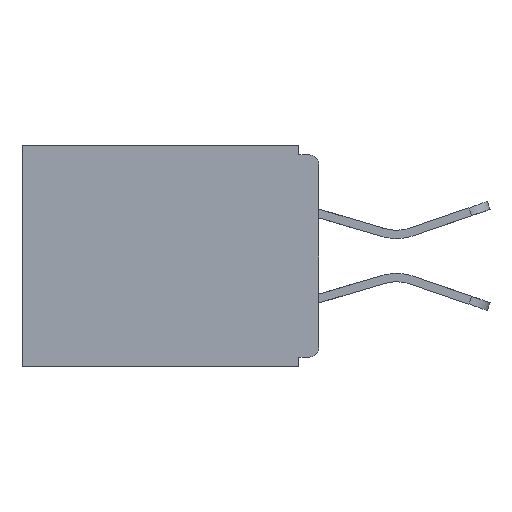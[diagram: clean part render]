
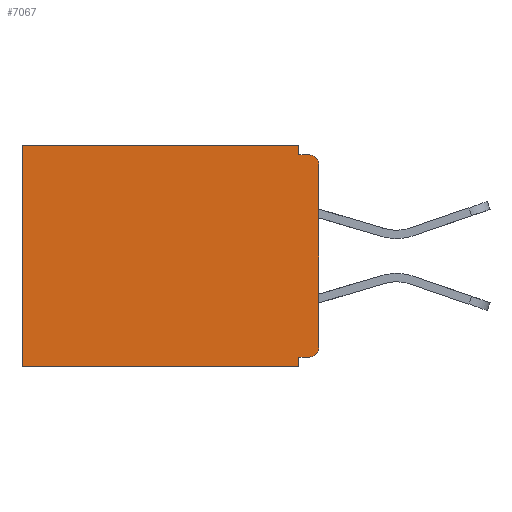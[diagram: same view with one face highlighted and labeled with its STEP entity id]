
A CAD part, left-side view. The second image highlights one B-rep face of the part: STEP entity #7067.
In plain terms, the highlighted planar face has unit normal (-1, 0, 0).
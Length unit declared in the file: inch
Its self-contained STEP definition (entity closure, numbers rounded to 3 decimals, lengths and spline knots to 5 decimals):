
#378 = CARTESIAN_POINT ( 'NONE',  ( 0.298, 0.031, -0.328 ) ) ;
#572 = ORIENTED_EDGE ( 'NONE', *, *, #5660, .T. ) ;
#1089 = EDGE_CURVE ( 'NONE', #14173, #14813, #14377, .T. ) ;
#1503 = ORIENTED_EDGE ( 'NONE', *, *, #4004, .F. ) ;
#1550 = AXIS2_PLACEMENT_3D ( 'NONE', #14952, #6662, #13608 ) ;
#1616 = DIRECTION ( 'NONE',  ( -1., 0., 0. ) ) ;
#1753 = CARTESIAN_POINT ( 'NONE',  ( 0.298, 0.031, -0.343 ) ) ;
#1773 = CARTESIAN_POINT ( 'NONE',  ( 0.298, 0.031, 0. ) ) ;
#1797 = CARTESIAN_POINT ( 'NONE',  ( 0.298, 0., -0.015 ) ) ;
#2285 = DIRECTION ( 'NONE',  ( 0., 0., -1. ) ) ;
#2802 = EDGE_CURVE ( 'NONE', #11867, #7739, #4106, .T. ) ;
#2977 = ORIENTED_EDGE ( 'NONE', *, *, #14314, .F. ) ;
#3593 = VECTOR ( 'NONE', #11810, 39.37008 ) ;
#3882 = CARTESIAN_POINT ( 'NONE',  ( 0.298, 0., -0.03 ) ) ;
#4004 = EDGE_CURVE ( 'NONE', #9431, #8541, #15805, .T. ) ;
#4106 = LINE ( 'NONE', #9825, #6952 ) ;
#4130 = VECTOR ( 'NONE', #17953, 39.37008 ) ;
#4572 = VECTOR ( 'NONE', #15161, 39.37008 ) ;
#4727 = AXIS2_PLACEMENT_3D ( 'NONE', #13962, #16859, #12820 ) ;
#4785 = EDGE_LOOP ( 'NONE', ( #11991, #9356, #2977, #8783, #572, #1503, #16630, #14575, #16865, #10386 ) ) ;
#4992 = VERTEX_POINT ( 'NONE', #5990 ) ;
#5061 = CIRCLE ( 'NONE', #1550, 0.015 ) ;
#5080 = EDGE_CURVE ( 'NONE', #9586, #15897, #5061, .T. ) ;
#5466 = EDGE_CURVE ( 'NONE', #9586, #8318, #10484, .T. ) ;
#5660 = EDGE_CURVE ( 'NONE', #14813, #8541, #10691, .T. ) ;
#5990 = CARTESIAN_POINT ( 'NONE',  ( 0.298, 0.031, -0.015 ) ) ;
#6113 = CARTESIAN_POINT ( 'NONE',  ( 0.298, 0., -0.313 ) ) ;
#6331 = EDGE_CURVE ( 'NONE', #7739, #9431, #15207, .T. ) ;
#6662 = DIRECTION ( 'NONE',  ( -1., 0., 0. ) ) ;
#6952 = VECTOR ( 'NONE', #8486, 39.37008 ) ;
#7067 = ADVANCED_FACE ( 'NONE', ( #9545 ), #15411, .F. ) ;
#7644 = EDGE_CURVE ( 'NONE', #11867, #8318, #17343, .T. ) ;
#7739 = VERTEX_POINT ( 'NONE', #378 ) ;
#8005 = VECTOR ( 'NONE', #8619, 39.37008 ) ;
#8034 = EDGE_CURVE ( 'NONE', #4992, #15897, #12778, .T. ) ;
#8318 = VERTEX_POINT ( 'NONE', #6113 ) ;
#8486 = DIRECTION ( 'NONE',  ( 0., 1., 0. ) ) ;
#8541 = VERTEX_POINT ( 'NONE', #12232 ) ;
#8619 = DIRECTION ( 'NONE',  ( 0., 1., 0. ) ) ;
#8739 = CARTESIAN_POINT ( 'NONE',  ( 0.298, 0.015, -0.313 ) ) ;
#8783 = ORIENTED_EDGE ( 'NONE', *, *, #1089, .T. ) ;
#8944 = CARTESIAN_POINT ( 'NONE',  ( 0.298, 0.031, -0.343 ) ) ;
#9048 = AXIS2_PLACEMENT_3D ( 'NONE', #8739, #1616, #15518 ) ;
#9356 = ORIENTED_EDGE ( 'NONE', *, *, #8034, .F. ) ;
#9378 = CARTESIAN_POINT ( 'NONE',  ( 0.298, 0.015, -0.015 ) ) ;
#9431 = VERTEX_POINT ( 'NONE', #1753 ) ;
#9472 = CARTESIAN_POINT ( 'NONE',  ( 0.298, 0.46, 0. ) ) ;
#9545 = FACE_OUTER_BOUND ( 'NONE', #4785, .T. ) ;
#9586 = VERTEX_POINT ( 'NONE', #3882 ) ;
#9825 = CARTESIAN_POINT ( 'NONE',  ( 0.298, 0., -0.328 ) ) ;
#10386 = ORIENTED_EDGE ( 'NONE', *, *, #5466, .F. ) ;
#10484 = LINE ( 'NONE', #10619, #16113 ) ;
#10619 = CARTESIAN_POINT ( 'NONE',  ( 0.298, 0., 0. ) ) ;
#10691 = LINE ( 'NONE', #9472, #4572 ) ;
#11312 = CARTESIAN_POINT ( 'NONE',  ( 0.298, 0., -0.343 ) ) ;
#11654 = DIRECTION ( 'NONE',  ( 0., -1., 0. ) ) ;
#11810 = DIRECTION ( 'NONE',  ( 0., 0., -1. ) ) ;
#11867 = VERTEX_POINT ( 'NONE', #12115 ) ;
#11991 = ORIENTED_EDGE ( 'NONE', *, *, #5080, .T. ) ;
#12115 = CARTESIAN_POINT ( 'NONE',  ( 0.298, 0.015, -0.328 ) ) ;
#12148 = VECTOR ( 'NONE', #11654, 39.37008 ) ;
#12232 = CARTESIAN_POINT ( 'NONE',  ( 0.298, 0.46, -0.343 ) ) ;
#12287 = LINE ( 'NONE', #8944, #3593 ) ;
#12465 = CARTESIAN_POINT ( 'NONE',  ( 0.298, 0.031, -0.343 ) ) ;
#12778 = LINE ( 'NONE', #1797, #12148 ) ;
#12820 = DIRECTION ( 'NONE',  ( 0., 0., -1. ) ) ;
#12848 = DIRECTION ( 'NONE',  ( 0., 1., 0. ) ) ;
#13608 = DIRECTION ( 'NONE',  ( 0., 0., -1. ) ) ;
#13962 = CARTESIAN_POINT ( 'NONE',  ( 0.298, 0., 0. ) ) ;
#14112 = CARTESIAN_POINT ( 'NONE',  ( 0.298, 0., 0. ) ) ;
#14173 = VERTEX_POINT ( 'NONE', #1773 ) ;
#14314 = EDGE_CURVE ( 'NONE', #14173, #4992, #12287, .T. ) ;
#14377 = LINE ( 'NONE', #14112, #14609 ) ;
#14575 = ORIENTED_EDGE ( 'NONE', *, *, #2802, .F. ) ;
#14609 = VECTOR ( 'NONE', #12848, 39.37008 ) ;
#14813 = VERTEX_POINT ( 'NONE', #16723 ) ;
#14952 = CARTESIAN_POINT ( 'NONE',  ( 0.298, 0.015, -0.03 ) ) ;
#15161 = DIRECTION ( 'NONE',  ( 0., 0., -1. ) ) ;
#15207 = LINE ( 'NONE', #12465, #4130 ) ;
#15411 = PLANE ( 'NONE',  #4727 ) ;
#15518 = DIRECTION ( 'NONE',  ( 0., 0., -1. ) ) ;
#15805 = LINE ( 'NONE', #11312, #8005 ) ;
#15897 = VERTEX_POINT ( 'NONE', #9378 ) ;
#16113 = VECTOR ( 'NONE', #2285, 39.37008 ) ;
#16630 = ORIENTED_EDGE ( 'NONE', *, *, #6331, .F. ) ;
#16723 = CARTESIAN_POINT ( 'NONE',  ( 0.298, 0.46, 0. ) ) ;
#16859 = DIRECTION ( 'NONE',  ( 1., 0., 0. ) ) ;
#16865 = ORIENTED_EDGE ( 'NONE', *, *, #7644, .T. ) ;
#17343 = CIRCLE ( 'NONE', #9048, 0.015 ) ;
#17953 = DIRECTION ( 'NONE',  ( 0., 0., -1. ) ) ;
